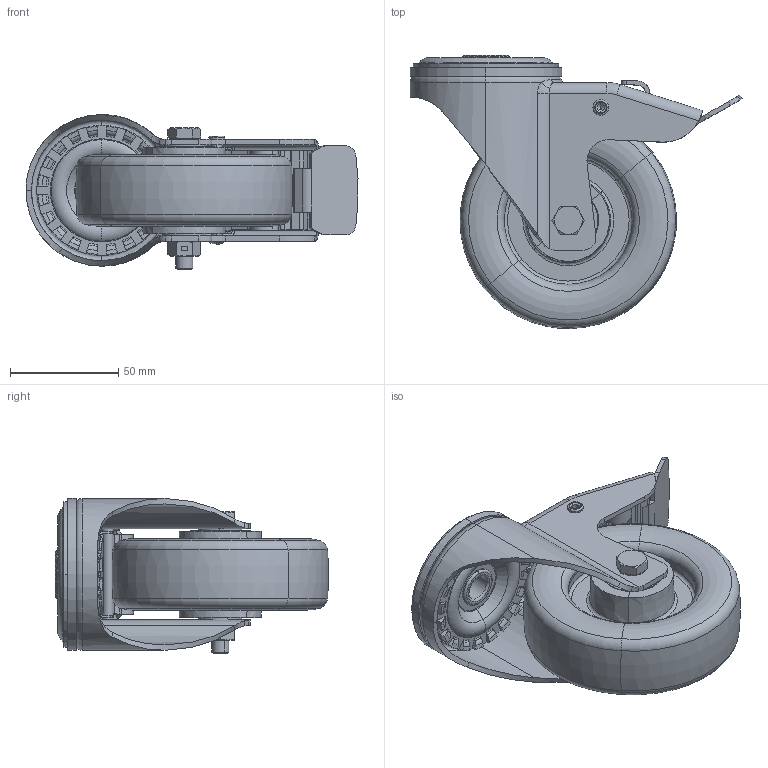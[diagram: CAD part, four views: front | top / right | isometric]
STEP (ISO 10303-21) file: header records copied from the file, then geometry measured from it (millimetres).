
FILE_DESCRIPTION (( 'STEP AP214' ), '1' );
FILE_NAME ('0055947.step', '2023-06-07T09:24:25', ( '' ), ( '' ), 'SwSTEP 2.0', 'SolidWorks 2020', '' );
FILE_SCHEMA (( 'AUTOMOTIVE_DESIGN' ));
Length unit declared in the file: millimetre
Products named in the file (1): 0055947
Bounding box: 153.13 x 125.92 x 71.5 mm (x, y, z)
Volume: 285558.4 mm3; surface area: 144636.3 mm2
Topology: 21 solids, 22 shells, 1321 faces, 3305 edges, 2046 vertices
Faces by surface type: plane 414, torus 321, cylinder 302, cone 172, bspline 110, sphere 2
Entity records: 64590 total; most frequent: CARTESIAN_POINT 18877, ORIENTED_EDGE 6604, DIRECTION 6497, EDGE_CURVE 3302, AXIS2_PLACEMENT_3D 2705, VERTEX_POINT 2046, CIRCLE 1493, EDGE_LOOP 1398
